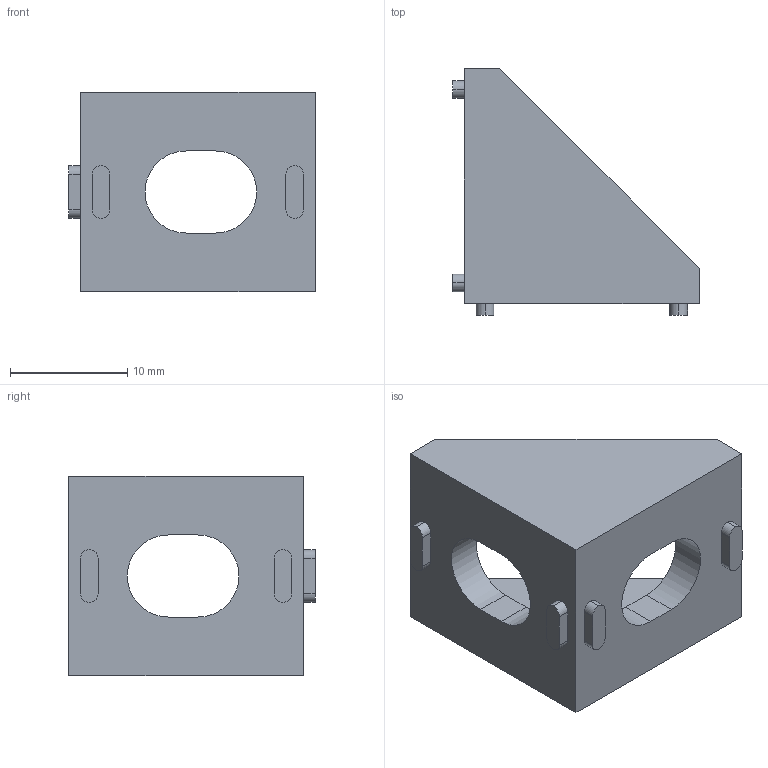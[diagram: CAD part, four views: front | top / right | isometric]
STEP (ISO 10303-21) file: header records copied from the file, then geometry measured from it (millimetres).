
FILE_DESCRIPTION (( 'STEP AP214' ), '1' );
FILE_NAME ('A184 Óãëîâîé àëþìèíèåâûé ñîåäèíèòåëü 20õ20, ïàç 6.STEP', '2021-04-13T14:00:10', ( 'Windows User' ), ( '' ), 'SwSTEP 2.0', 'SolidWorks 2020', '' );
FILE_SCHEMA (( 'AUTOMOTIVE_DESIGN' ));
Length unit declared in the file: millimetre
Products named in the file (1): A184 Óãëîâîé àëþìèíèåâûé ñîåäèíèòåëü 20õ20, ïàç 6
Bounding box: 21 x 21 x 17 mm (x, y, z)
Volume: 2298.7 mm3; surface area: 2091.1 mm2
Topology: 1 solids, 1 shells, 49 faces, 125 edges, 82 vertices
Faces by surface type: plane 28, cylinder 21
Entity records: 1531 total; most frequent: DIRECTION 267, CARTESIAN_POINT 257, ORIENTED_EDGE 250, EDGE_CURVE 125, AXIS2_PLACEMENT_3D 92, LINE 83, VECTOR 83, VERTEX_POINT 82
